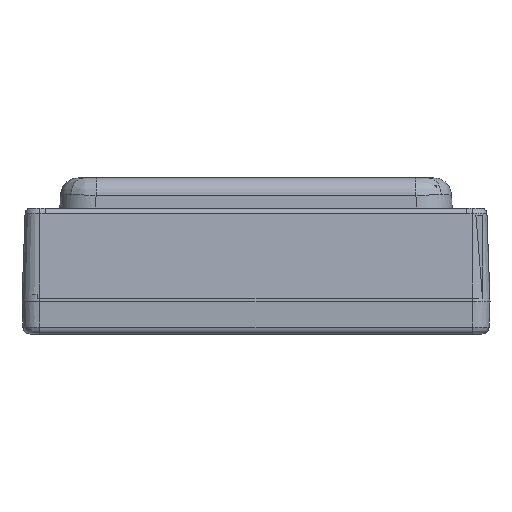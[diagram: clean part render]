
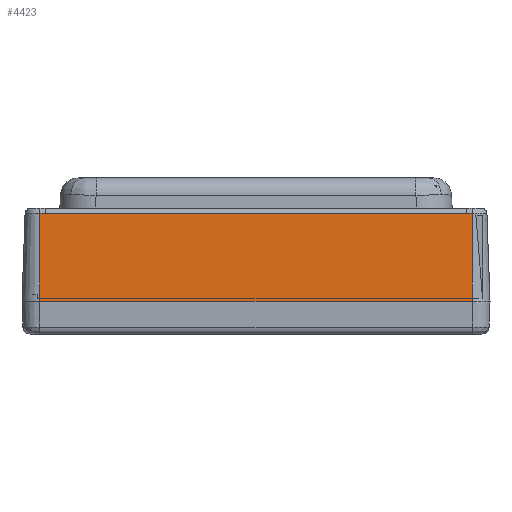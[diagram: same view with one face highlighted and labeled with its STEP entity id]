
A CAD part, front view. The second image highlights one B-rep face of the part: STEP entity #4423.
In plain terms, the highlighted planar face has unit normal (0, -0.999, 0.035).
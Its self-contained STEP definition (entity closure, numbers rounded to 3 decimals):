
#137 = B_SPLINE_CURVE_WITH_KNOTS ( 'NONE', 3,
 ( #9913, #14722, #6763, #17971, #8372, #19568, #9985, #363, #11600, #1992, #13196, #3617, #14797, #5234, #16426, #6829, #18043, #8442, #19639, #10055, #434 ),
 .UNSPECIFIED., .F., .F.,
 ( 4, 1, 1, 1, 1, 2, 2, 1, 1, 1, 1, 1, 2, 2, 4 ),
 ( 0., 0.25, 0.375, 0.437, 0.469, 0.484, 0.5, 0.625, 0.687, 0.719, 0.734, 0.742, 0.746, 0.75, 1. ),
 .UNSPECIFIED. ) ;
#363 = CARTESIAN_POINT ( 'NONE',  ( -73.29, -391.359, -19.212 ) ) ;
#434 = CARTESIAN_POINT ( 'NONE',  ( -74.074, -391.36, -19.248 ) ) ;
#438 = EDGE_CURVE ( 'NONE', #16312, #14820, #4373, .T. ) ;
#485 = CARTESIAN_POINT ( 'NONE',  ( -72.545, -17816.152, -499000. ) ) ;
#1022 = B_SPLINE_CURVE_WITH_KNOTS ( 'NONE', 3,
 ( #11124, #15883, #14336, #4762 ),
 .UNSPECIFIED., .F., .F.,
 ( 4, 4 ),
 ( 0., 1. ),
 .UNSPECIFIED. ) ;
#1514 = CARTESIAN_POINT ( 'NONE',  ( -192.398, -391.36, -19.237 ) ) ;
#1730 = AXIS2_PLACEMENT_3D ( 'NONE', #6975, #19794, #10206 ) ;
#1992 = CARTESIAN_POINT ( 'NONE',  ( -73.404, -391.359, -19.22 ) ) ;
#3090 = CARTESIAN_POINT ( 'NONE',  ( -72.545, -392.217, -43.8 ) ) ;
#3152 = CARTESIAN_POINT ( 'NONE',  ( -192.505, -391.36, -19.231 ) ) ;
#3617 = CARTESIAN_POINT ( 'NONE',  ( -73.62, -391.36, -19.233 ) ) ;
#4373 = LINE ( 'NONE', #15099, #8647 ) ;
#4423 = ADVANCED_FACE ( 'NONE', ( #18350 ), #18199, .T. ) ;
#4436 = CARTESIAN_POINT ( 'NONE',  ( -74.074, -391.36, -19.248 ) ) ;
#4679 = CARTESIAN_POINT ( 'NONE',  ( -192.017, -391.36, -19.248 ) ) ;
#4751 = CARTESIAN_POINT ( 'NONE',  ( -192.702, -391.359, -19.219 ) ) ;
#4762 = CARTESIAN_POINT ( 'NONE',  ( -193.545, -392.218, -43.8 ) ) ;
#4855 = CARTESIAN_POINT ( 'NONE',  ( -193.545, -17816.152, -499000. ) ) ;
#5234 = CARTESIAN_POINT ( 'NONE',  ( -73.676, -391.36, -19.236 ) ) ;
#5518 = DIRECTION ( 'NONE',  ( -1., 0., 0. ) ) ;
#5766 = ORIENTED_EDGE ( 'NONE', *, *, #8325, .F. ) ;
#6269 = CARTESIAN_POINT ( 'NONE',  ( -192.163, -391.36, -19.246 ) ) ;
#6341 = CARTESIAN_POINT ( 'NONE',  ( -192.758, -391.359, -19.215 ) ) ;
#6461 = ORIENTED_EDGE ( 'NONE', *, *, #438, .T. ) ;
#6763 = CARTESIAN_POINT ( 'NONE',  ( -72.814, -391.358, -19.187 ) ) ;
#6829 = CARTESIAN_POINT ( 'NONE',  ( -73.687, -391.36, -19.237 ) ) ;
#6975 = CARTESIAN_POINT ( 'NONE',  ( -67.545, -392.218, -43.8 ) ) ;
#7748 = VERTEX_POINT ( 'NONE', #19158 ) ;
#7888 = CARTESIAN_POINT ( 'NONE',  ( -192.338, -391.36, -19.24 ) ) ;
#7911 = LINE ( 'NONE', #4855, #15923 ) ;
#7957 = CARTESIAN_POINT ( 'NONE',  ( -193.093, -391.358, -19.194 ) ) ;
#8325 = EDGE_CURVE ( 'NONE', #20630, #8741, #16723, .T. ) ;
#8372 = CARTESIAN_POINT ( 'NONE',  ( -73.176, -391.359, -19.205 ) ) ;
#8442 = CARTESIAN_POINT ( 'NONE',  ( -73.689, -391.36, -19.237 ) ) ;
#8647 = VECTOR ( 'NONE', #5518, 1000. ) ;
#8718 = CARTESIAN_POINT ( 'NONE',  ( -72.545, -391.358, -19.184 ) ) ;
#8741 = VERTEX_POINT ( 'NONE', #3090 ) ;
#8766 = EDGE_CURVE ( 'NONE', #8741, #14255, #1022, .T. ) ;
#8882 = CARTESIAN_POINT ( 'NONE',  ( -193.545, -392.218, -43.8 ) ) ;
#9276 = EDGE_CURVE ( 'NONE', #14255, #7748, #7911, .T. ) ;
#9506 = CARTESIAN_POINT ( 'NONE',  ( -192.384, -391.36, -19.238 ) ) ;
#9580 = CARTESIAN_POINT ( 'NONE',  ( -193.545, -391.358, -19.184 ) ) ;
#9913 = CARTESIAN_POINT ( 'NONE',  ( -72.545, -391.358, -19.184 ) ) ;
#9985 = CARTESIAN_POINT ( 'NONE',  ( -73.271, -391.359, -19.211 ) ) ;
#10055 = CARTESIAN_POINT ( 'NONE',  ( -73.962, -391.36, -19.248 ) ) ;
#10206 = DIRECTION ( 'NONE',  ( 0., -0.035, -0.999 ) ) ;
#10498 = ORIENTED_EDGE ( 'NONE', *, *, #9276, .F. ) ;
#10808 = CARTESIAN_POINT ( 'NONE',  ( -192.017, -391.36, -19.248 ) ) ;
#11039 = CARTESIAN_POINT ( 'NONE',  ( -192.073, -391.36, -19.248 ) ) ;
#11112 = CARTESIAN_POINT ( 'NONE',  ( -192.395, -391.36, -19.237 ) ) ;
#11124 = CARTESIAN_POINT ( 'NONE',  ( -72.545, -392.217, -43.8 ) ) ;
#11600 = CARTESIAN_POINT ( 'NONE',  ( -73.298, -391.359, -19.213 ) ) ;
#11713 = DIRECTION ( 'NONE',  ( 0., -0.035, -0.999 ) ) ;
#12726 = CARTESIAN_POINT ( 'NONE',  ( -192.432, -391.36, -19.235 ) ) ;
#13100 = B_SPLINE_CURVE_WITH_KNOTS ( 'NONE', 3,
 ( #4679, #11039, #6269, #17495, #7888, #19102, #9506, #20692, #11112, #1514, #12726, #3152, #14322, #4751, #15937, #6341, #17565, #7957, #19168, #9580 ),
 .UNSPECIFIED., .F., .F.,
 ( 4, 1, 1, 1, 1, 1, 2, 2, 1, 1, 1, 2, 2, 4 ),
 ( 0., 0.125, 0.188, 0.219, 0.234, 0.242, 0.246, 0.25, 0.375, 0.438, 0.469, 0.484, 0.5, 1. ),
 .UNSPECIFIED. ) ;
#13196 = CARTESIAN_POINT ( 'NONE',  ( -73.522, -391.36, -19.227 ) ) ;
#13514 = ORIENTED_EDGE ( 'NONE', *, *, #15812, .T. ) ;
#14255 = VERTEX_POINT ( 'NONE', #8882 ) ;
#14322 = CARTESIAN_POINT ( 'NONE',  ( -192.63, -391.359, -19.223 ) ) ;
#14336 = CARTESIAN_POINT ( 'NONE',  ( -153.212, -392.218, -43.8 ) ) ;
#14480 = DIRECTION ( 'NONE',  ( 0., 0.035, 0.999 ) ) ;
#14722 = CARTESIAN_POINT ( 'NONE',  ( -72.644, -391.358, -19.184 ) ) ;
#14797 = CARTESIAN_POINT ( 'NONE',  ( -73.659, -391.36, -19.235 ) ) ;
#14820 = VERTEX_POINT ( 'NONE', #10808 ) ;
#15099 = CARTESIAN_POINT ( 'NONE',  ( -67.545, -391.36, -19.248 ) ) ;
#15812 = EDGE_CURVE ( 'NONE', #14820, #7748, #13100, .T. ) ;
#15883 = CARTESIAN_POINT ( 'NONE',  ( -112.879, -392.218, -43.8 ) ) ;
#15923 = VECTOR ( 'NONE', #14480, 1000. ) ;
#15937 = CARTESIAN_POINT ( 'NONE',  ( -192.735, -391.359, -19.217 ) ) ;
#16072 = ORIENTED_EDGE ( 'NONE', *, *, #8766, .F. ) ;
#16312 = VERTEX_POINT ( 'NONE', #4436 ) ;
#16426 = CARTESIAN_POINT ( 'NONE',  ( -73.684, -391.36, -19.236 ) ) ;
#16723 = LINE ( 'NONE', #485, #17226 ) ;
#17226 = VECTOR ( 'NONE', #11713, 1000. ) ;
#17495 = CARTESIAN_POINT ( 'NONE',  ( -192.278, -391.36, -19.242 ) ) ;
#17565 = CARTESIAN_POINT ( 'NONE',  ( -192.771, -391.359, -19.214 ) ) ;
#17971 = CARTESIAN_POINT ( 'NONE',  ( -73.049, -391.359, -19.198 ) ) ;
#18043 = CARTESIAN_POINT ( 'NONE',  ( -73.689, -391.36, -19.237 ) ) ;
#18199 = PLANE ( 'NONE',  #1730 ) ;
#18350 = FACE_OUTER_BOUND ( 'NONE', #18751, .T. ) ;
#18558 = EDGE_CURVE ( 'NONE', #20630, #16312, #137, .T. ) ;
#18751 = EDGE_LOOP ( 'NONE', ( #6461, #13514, #10498, #16072, #5766, #19109 ) ) ;
#19102 = CARTESIAN_POINT ( 'NONE',  ( -192.368, -391.36, -19.238 ) ) ;
#19109 = ORIENTED_EDGE ( 'NONE', *, *, #18558, .T. ) ;
#19158 = CARTESIAN_POINT ( 'NONE',  ( -193.545, -391.358, -19.184 ) ) ;
#19168 = CARTESIAN_POINT ( 'NONE',  ( -193.347, -391.358, -19.184 ) ) ;
#19568 = CARTESIAN_POINT ( 'NONE',  ( -73.242, -391.359, -19.209 ) ) ;
#19639 = CARTESIAN_POINT ( 'NONE',  ( -73.834, -391.36, -19.244 ) ) ;
#19794 = DIRECTION ( 'NONE',  ( 0., -0.999, 0.035 ) ) ;
#20630 = VERTEX_POINT ( 'NONE', #8718 ) ;
#20692 = CARTESIAN_POINT ( 'NONE',  ( -192.39, -391.36, -19.237 ) ) ;
